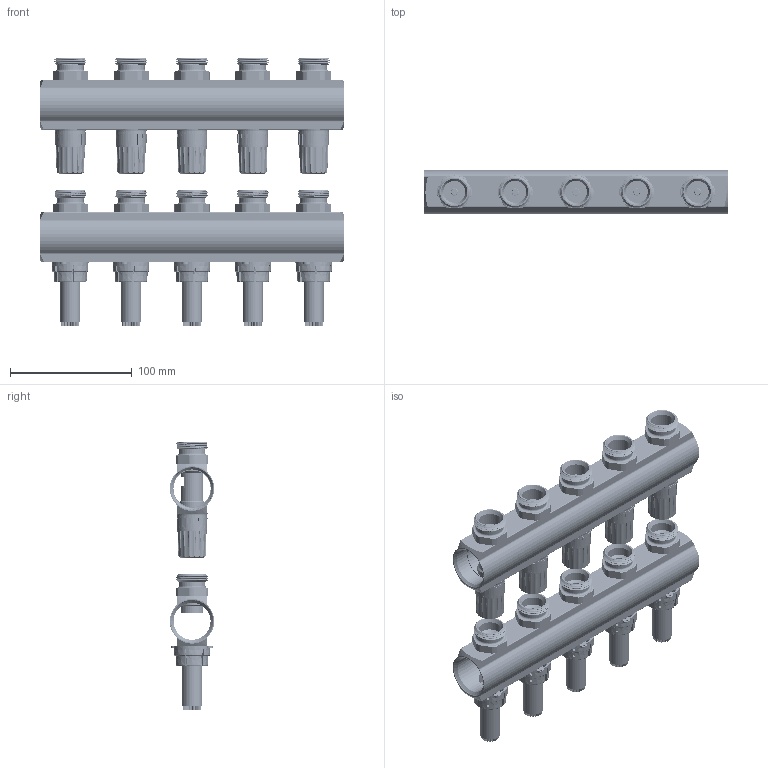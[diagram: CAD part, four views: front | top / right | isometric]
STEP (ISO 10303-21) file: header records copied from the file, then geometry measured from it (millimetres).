
FILE_DESCRIPTION((''),'2;1');
FILE_NAME('088U0525_ASM','2023-05-17T09:40:08',('U258971'),(''),'CREO PARAMETRIC BY PTC INC, 2020342','CREO PARAMETRIC BY PTC INC, 2020342','');
FILE_SCHEMA(('CONFIG_CONTROL_DESIGN'));
Length unit declared in the file: millimetre
Products named in the file (14): 088U7309-5LOOPS_2; 088U7308-5LOOPS_2; 013G1380_AF0_8; 013G0295___AF0_ASM_8_ASM; 013G0200__AF0_ASM_8_ASM; 013G0376-FOR-MANIFOLD_ASM_8_ASM; 088U7312_8; 013G0951_8; FM-B-05_8; FLOWMETERASSY_ASM_8_ASM; 088U7313_8; FM-A-08_8; 088U7302-5LOOPS_ASM_1_ASM; 088U0525_ASM
Assembly tree (37 placements, depth 4):
  088U0525_ASM
    088U7302-5LOOPS_ASM_1_ASM
      088U7309-5LOOPS_2
      088U7308-5LOOPS_2
      013G0376-FOR-MANIFOLD_ASM_8_ASM  x5
        013G1380_AF0_8
        013G0295___AF0_ASM_8_ASM
        013G0200__AF0_ASM_8_ASM
      088U7312_8  x5
      013G0951_8  x5
      FLOWMETERASSY_ASM_8_ASM  x5
        FM-B-05_8
      088U7313_8  x5
      FM-A-08_8  x5
Bounding box: 250 x 36.55 x 220.7 mm (x, y, z)
Volume: 349200.5 mm3; surface area: 293725.8 mm2
Topology: 32 solids, 63 shells, 7799 faces, 22715 edges, 15063 vertices
Faces by surface type: plane 2870, cylinder 2212, bspline 1040, cone 836, extrusion 408, torus 363, sphere 70
Entity records: 94516 total; most frequent: CARTESIAN_POINT 40190, ORIENTED_EDGE 12564, DIRECTION 9246, EDGE_CURVE 6345, VERTEX_POINT 4227, AXIS2_PLACEMENT_3D 3308, B_SPLINE_CURVE_WITH_KNOTS 2783, VECTOR 2630
